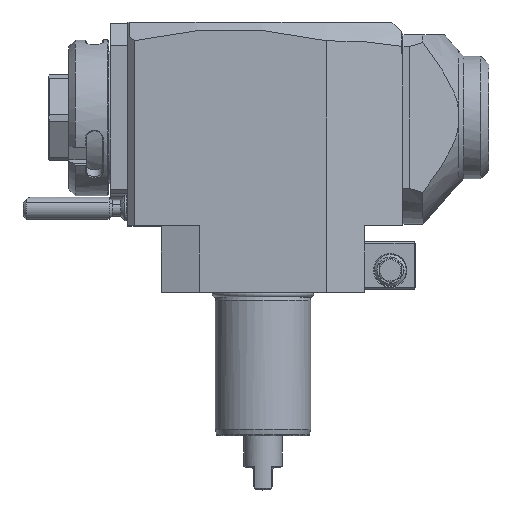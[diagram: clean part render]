
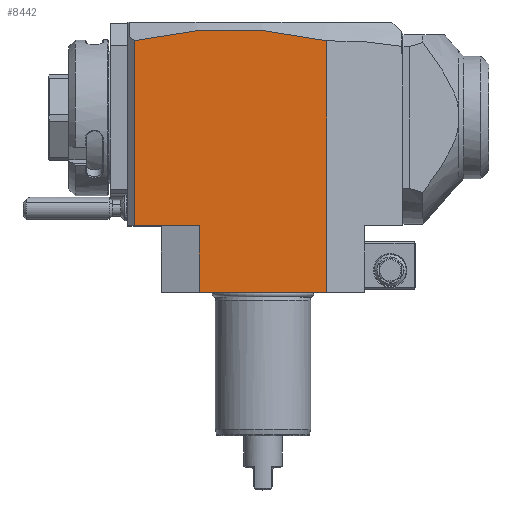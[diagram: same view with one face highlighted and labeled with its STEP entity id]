
A CAD part, top view. The second image highlights one B-rep face of the part: STEP entity #8442.
In plain terms, the highlighted planar face has unit normal (0, 0, 1).
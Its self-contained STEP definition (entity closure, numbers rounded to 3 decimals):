
#17=DIRECTION('',(-1.,0.,0.));
#18=VECTOR('',#17,40.);
#19=CARTESIAN_POINT('',(20.,0.,32.));
#20=LINE('',#19,#18);
#1006=DIRECTION('',(0.,1.,0.));
#1007=VECTOR('',#1006,79.092);
#1008=CARTESIAN_POINT('',(20.,0.,32.));
#1009=LINE('',#1008,#1007);
#1032=DIRECTION('',(-1.,0.,0.));
#1033=VECTOR('',#1032,20.5);
#1034=CARTESIAN_POINT('',(-20.,21.,32.));
#1035=LINE('',#1034,#1033);
#1036=CARTESIAN_POINT('',(-40.5,79.133,32.));
#1037=CARTESIAN_POINT('',(-35.458,80.345,32.));
#1038=CARTESIAN_POINT('',(-25.373,82.145,32.));
#1039=CARTESIAN_POINT('',(-10.247,83.032,32.));
#1040=CARTESIAN_POINT('',(4.877,82.124,32.));
#1041=CARTESIAN_POINT('',(14.959,80.311,32.));
#1042=CARTESIAN_POINT('',(20.,79.092,32.));
#1056=DIRECTION('',(0.,-1.,0.));
#1057=VECTOR('',#1056,58.133);
#1058=CARTESIAN_POINT('',(-40.5,79.133,32.));
#1059=LINE('',#1058,#1057);
#1069=DIRECTION('',(0.,-1.,0.));
#1070=VECTOR('',#1069,21.);
#1071=CARTESIAN_POINT('',(-20.,21.,32.));
#1072=LINE('',#1071,#1070);
#6991=VERTEX_POINT('',#1036);
#6992=VERTEX_POINT('',#1042);
#7357=CARTESIAN_POINT('',(-40.5,21.,32.));
#7359=VERTEX_POINT('',#7357);
#7377=CARTESIAN_POINT('',(20.,0.,32.));
#7378=VERTEX_POINT('',#7377);
#7379=CARTESIAN_POINT('',(-20.,0.,32.));
#7380=VERTEX_POINT('',#7379);
#7557=CARTESIAN_POINT('',(-20.,21.,32.));
#7558=VERTEX_POINT('',#7557);
#8426=CARTESIAN_POINT('',(-35.103,21.,32.));
#8427=DIRECTION('',(0.,0.,1.));
#8428=DIRECTION('',(1.,0.,0.));
#8429=AXIS2_PLACEMENT_3D('',#8426,#8427,#8428);
#8430=PLANE('',#8429);
#8432=ORIENTED_EDGE('',*,*,#8431,.T.);
#8434=ORIENTED_EDGE('',*,*,#8433,.F.);
#8435=ORIENTED_EDGE('',*,*,#7780,.T.);
#8436=ORIENTED_EDGE('',*,*,#8414,.F.);
#8437=ORIENTED_EDGE('',*,*,#7572,.T.);
#8439=ORIENTED_EDGE('',*,*,#8438,.F.);
#8440=EDGE_LOOP('',(#8432,#8434,#8435,#8436,#8437,#8439));
#8441=FACE_OUTER_BOUND('',#8440,.F.);
#1043=B_SPLINE_CURVE_WITH_KNOTS('',3,(#1036,#1037,#1038,#1039,#1040,#1041,
#1042),.UNSPECIFIED.,.F.,.F.,(4,1,1,1,4),(0.,0.25,0.5,0.75,1.),
.UNSPECIFIED.);
#7572=EDGE_CURVE('',#7378,#7380,#20,.T.);
#7780=EDGE_CURVE('',#6991,#6992,#1043,.T.);
#8414=EDGE_CURVE('',#7378,#6992,#1009,.T.);
#8431=EDGE_CURVE('',#7558,#7359,#1035,.T.);
#8433=EDGE_CURVE('',#6991,#7359,#1059,.T.);
#8438=EDGE_CURVE('',#7558,#7380,#1072,.T.);
#8442=ADVANCED_FACE('',(#8441),#8430,.T.);
